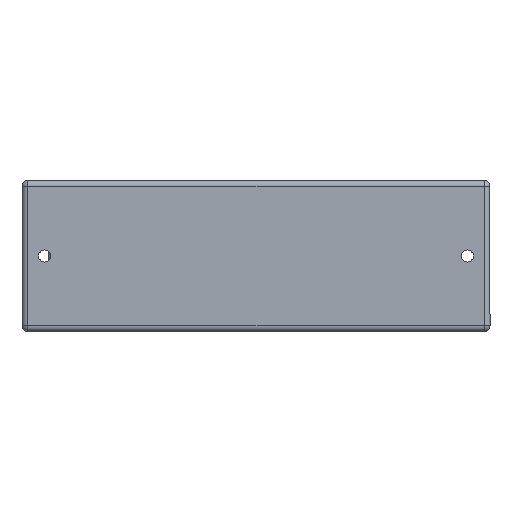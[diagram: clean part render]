
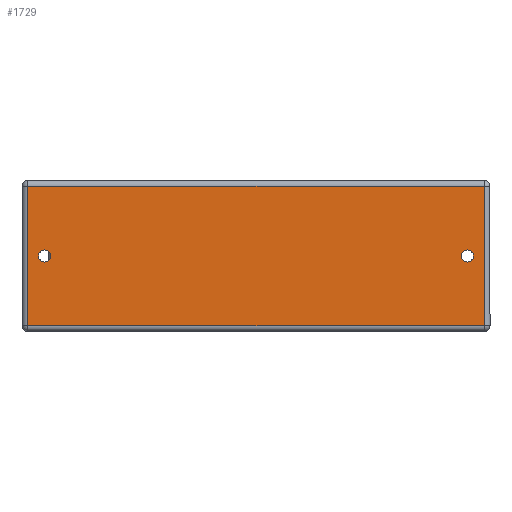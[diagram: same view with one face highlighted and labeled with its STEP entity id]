
A CAD part, left-side view. The second image highlights one B-rep face of the part: STEP entity #1729.
In plain terms, the highlighted planar face has unit normal (-1, 0, 0).
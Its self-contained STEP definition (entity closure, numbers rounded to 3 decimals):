
#18=FACE_BOUND('',#347,.T.);
#19=FACE_BOUND('',#348,.T.);
#29=PLANE('',#1981);
#223=FACE_OUTER_BOUND('',#346,.T.);
#346=EDGE_LOOP('',(#1466,#1467,#1468,#1469));
#347=EDGE_LOOP('',(#1470));
#348=EDGE_LOOP('',(#1471));
#403=LINE('',#2978,#497);
#406=LINE('',#2982,#500);
#409=LINE('',#2987,#503);
#414=LINE('',#2994,#508);
#497=VECTOR('',#2363,10.);
#500=VECTOR('',#2368,10.);
#503=VECTOR('',#2375,10.);
#508=VECTOR('',#2384,10.);
#579=CIRCLE('',#1785,1.6);
#582=CIRCLE('',#1790,1.6);
#741=VERTEX_POINT('',#2731);
#744=VERTEX_POINT('',#2741);
#819=VERTEX_POINT('',#2930);
#827=VERTEX_POINT('',#2947);
#831=VERTEX_POINT('',#2961);
#835=VERTEX_POINT('',#2969);
#881=EDGE_CURVE('',#741,#741,#579,.T.);
#886=EDGE_CURVE('',#744,#744,#582,.T.);
#993=EDGE_CURVE('',#831,#835,#403,.T.);
#996=EDGE_CURVE('',#835,#827,#406,.T.);
#999=EDGE_CURVE('',#819,#831,#409,.T.);
#1004=EDGE_CURVE('',#827,#819,#414,.T.);
#1466=ORIENTED_EDGE('',*,*,#993,.F.);
#1467=ORIENTED_EDGE('',*,*,#999,.F.);
#1468=ORIENTED_EDGE('',*,*,#1004,.F.);
#1469=ORIENTED_EDGE('',*,*,#996,.F.);
#1470=ORIENTED_EDGE('',*,*,#881,.T.);
#1471=ORIENTED_EDGE('',*,*,#886,.T.);
#1729=ADVANCED_FACE('',(#223,#18,#19),#29,.T.);
#1785=AXIS2_PLACEMENT_3D('',#2733,#2075,#2076);
#1790=AXIS2_PLACEMENT_3D('',#2743,#2087,#2088);
#1981=AXIS2_PLACEMENT_3D('',#3110,#2543,#2544);
#2075=DIRECTION('center_axis',(1.,0.,0.));
#2076=DIRECTION('ref_axis',(0.,1.,0.));
#2087=DIRECTION('center_axis',(1.,0.,0.));
#2088=DIRECTION('ref_axis',(0.,1.,0.));
#2363=DIRECTION('',(0.,1.,0.));
#2368=DIRECTION('',(0.,0.,1.));
#2375=DIRECTION('',(0.,0.,-1.));
#2384=DIRECTION('',(0.,-1.,0.));
#2543=DIRECTION('center_axis',(-1.,0.,0.));
#2544=DIRECTION('ref_axis',(0.,-1.,0.));
#2731=CARTESIAN_POINT('',(-80.,130.4,20.));
#2733=CARTESIAN_POINT('Origin',(-80.,132.,20.));
#2741=CARTESIAN_POINT('',(-80.,18.404,20.));
#2743=CARTESIAN_POINT('Origin',(-80.,20.004,20.));
#2930=CARTESIAN_POINT('',(-80.,15.5,38.5));
#2947=CARTESIAN_POINT('',(-80.,136.5,38.5));
#2961=CARTESIAN_POINT('',(-80.,15.5,1.5));
#2969=CARTESIAN_POINT('',(-80.,136.5,1.5));
#2978=CARTESIAN_POINT('',(-80.,107.,1.5));
#2982=CARTESIAN_POINT('',(-80.,136.5,0.));
#2987=CARTESIAN_POINT('',(-80.,15.5,0.));
#2994=CARTESIAN_POINT('',(-80.,107.,38.5));
#3110=CARTESIAN_POINT('Origin',(-80.,138.,0.));
